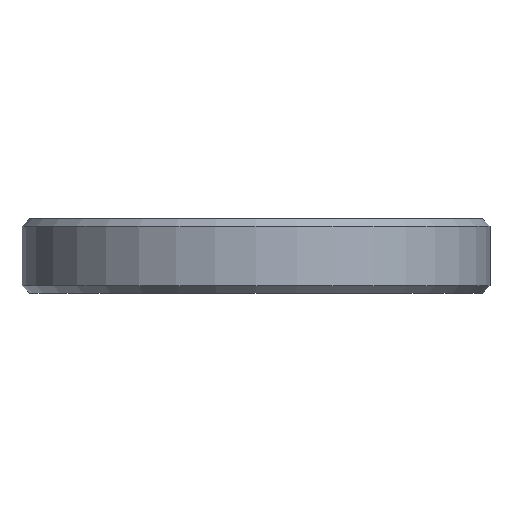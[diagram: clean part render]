
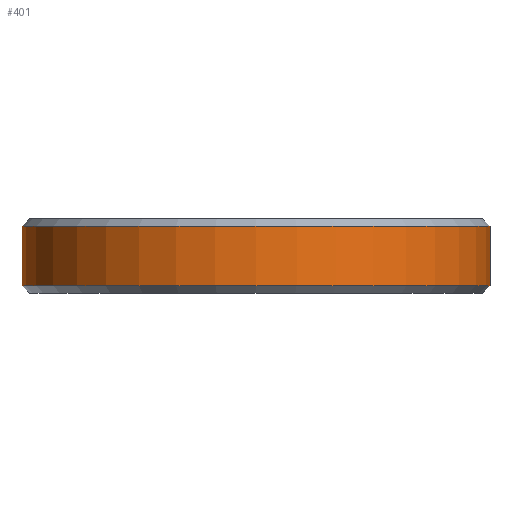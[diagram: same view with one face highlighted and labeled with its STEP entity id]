
A CAD part, front view. The second image highlights one B-rep face of the part: STEP entity #401.
In plain terms, the highlighted cylindrical face has radius 31.5 mm (diameter 63 mm), a partial arc.
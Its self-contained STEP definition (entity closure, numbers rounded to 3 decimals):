
#2 = VERTEX_POINT ( 'NONE', #1104 ) ;
#13 = EDGE_CURVE ( 'NONE', #403, #2, #604, .T. ) ;
#159 = CARTESIAN_POINT ( 'NONE',  ( 31.5, 0., 6. ) ) ;
#172 = DIRECTION ( 'NONE',  ( -1., 0., 0. ) ) ;
#208 = CARTESIAN_POINT ( 'NONE',  ( 31.5, 0., 5. ) ) ;
#256 = VECTOR ( 'NONE', #1939, 1000. ) ;
#325 = DIRECTION ( 'NONE',  ( 0., 0., -1. ) ) ;
#351 = ORIENTED_EDGE ( 'NONE', *, *, #1895, .T. ) ;
#386 = ORIENTED_EDGE ( 'NONE', *, *, #1487, .F. ) ;
#401 = ADVANCED_FACE ( 'NONE', ( #488 ), #1945, .T. ) ;
#403 = VERTEX_POINT ( 'NONE', #208 ) ;
#435 = CARTESIAN_POINT ( 'NONE',  ( -31.5, 0., -3. ) ) ;
#488 = FACE_OUTER_BOUND ( 'NONE', #710, .T. ) ;
#604 = CIRCLE ( 'NONE', #908, 31.5 ) ;
#710 = EDGE_LOOP ( 'NONE', ( #386, #1497, #351, #1621 ) ) ;
#805 = CARTESIAN_POINT ( 'NONE',  ( -31.5, 0., 6. ) ) ;
#833 = CARTESIAN_POINT ( 'NONE',  ( 0., 0., 5. ) ) ;
#908 = AXIS2_PLACEMENT_3D ( 'NONE', #833, #1949, #1120 ) ;
#936 = LINE ( 'NONE', #159, #2020 ) ;
#1068 = CARTESIAN_POINT ( 'NONE',  ( 31.5, 0., -3. ) ) ;
#1104 = CARTESIAN_POINT ( 'NONE',  ( -31.5, 0., 5. ) ) ;
#1120 = DIRECTION ( 'NONE',  ( 1., 0., 0. ) ) ;
#1159 = CIRCLE ( 'NONE', #2011, 31.5 ) ;
#1257 = VERTEX_POINT ( 'NONE', #435 ) ;
#1278 = VERTEX_POINT ( 'NONE', #1068 ) ;
#1332 = AXIS2_PLACEMENT_3D ( 'NONE', #1919, #1585, #172 ) ;
#1447 = DIRECTION ( 'NONE',  ( 0., 0., 1. ) ) ;
#1487 = EDGE_CURVE ( 'NONE', #403, #1278, #936, .T. ) ;
#1497 = ORIENTED_EDGE ( 'NONE', *, *, #13, .T. ) ;
#1585 = DIRECTION ( 'NONE',  ( 0., 0., -1. ) ) ;
#1604 = CARTESIAN_POINT ( 'NONE',  ( 0., 0., -3. ) ) ;
#1621 = ORIENTED_EDGE ( 'NONE', *, *, #1965, .T. ) ;
#1785 = DIRECTION ( 'NONE',  ( -1., 0., 0. ) ) ;
#1895 = EDGE_CURVE ( 'NONE', #2, #1257, #1962, .T. ) ;
#1919 = CARTESIAN_POINT ( 'NONE',  ( 0., 0., 6. ) ) ;
#1939 = DIRECTION ( 'NONE',  ( 0., 0., -1. ) ) ;
#1945 = CYLINDRICAL_SURFACE ( 'NONE', #1332, 31.5 ) ;
#1949 = DIRECTION ( 'NONE',  ( 0., 0., -1. ) ) ;
#1962 = LINE ( 'NONE', #805, #256 ) ;
#1965 = EDGE_CURVE ( 'NONE', #1257, #1278, #1159, .T. ) ;
#2011 = AXIS2_PLACEMENT_3D ( 'NONE', #1604, #1447, #1785 ) ;
#2020 = VECTOR ( 'NONE', #325, 1000. ) ;
